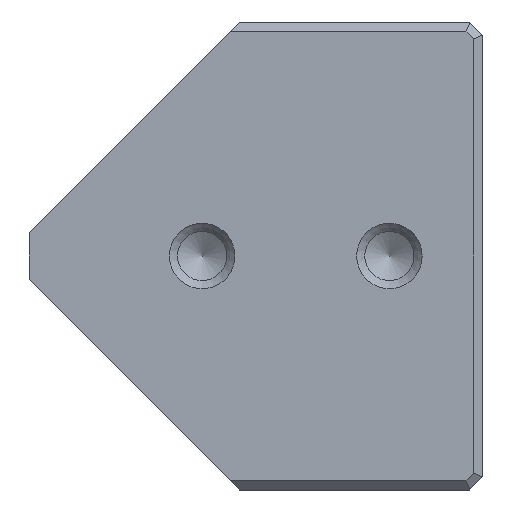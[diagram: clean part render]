
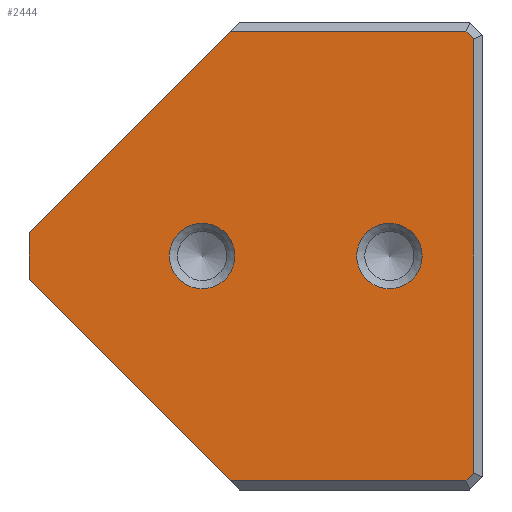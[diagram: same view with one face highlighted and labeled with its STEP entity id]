
A CAD part, left-side view. The second image highlights one B-rep face of the part: STEP entity #2444.
In plain terms, the highlighted planar face has unit normal (-1, 0, 0).
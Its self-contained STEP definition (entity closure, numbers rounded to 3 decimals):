
#2444=ADVANCED_FACE('',(#3292,#3293,#3294),#2800,.T.);
#2800=PLANE('',#8346);
#3031=CIRCLE('',#8344,3.5);
#3032=CIRCLE('',#8345,3.5);
#3292=FACE_BOUND('',#3449,.T.);
#3293=FACE_BOUND('',#3450,.T.);
#3294=FACE_BOUND('',#3451,.T.);
#3449=EDGE_LOOP('',(#4106));
#3450=EDGE_LOOP('',(#4107));
#3451=EDGE_LOOP('',(#4108,#4109,#4110,#4111,#4112,#4113,#4114,#4115));
#4106=ORIENTED_EDGE('',*,*,#6440,.T.);
#4107=ORIENTED_EDGE('',*,*,#6441,.T.);
#4108=ORIENTED_EDGE('',*,*,#6442,.T.);
#4109=ORIENTED_EDGE('',*,*,#6443,.T.);
#4110=ORIENTED_EDGE('',*,*,#6444,.T.);
#4111=ORIENTED_EDGE('',*,*,#6445,.F.);
#4112=ORIENTED_EDGE('',*,*,#6446,.T.);
#4113=ORIENTED_EDGE('',*,*,#6447,.T.);
#4114=ORIENTED_EDGE('',*,*,#6448,.T.);
#4115=ORIENTED_EDGE('',*,*,#6449,.T.);
#5842=VERTEX_POINT('',#10655);
#5843=VERTEX_POINT('',#10657);
#5844=VERTEX_POINT('',#10659);
#5845=VERTEX_POINT('',#10660);
#5846=VERTEX_POINT('',#10662);
#5847=VERTEX_POINT('',#10664);
#5848=VERTEX_POINT('',#10666);
#5849=VERTEX_POINT('',#10668);
#5850=VERTEX_POINT('',#10670);
#5851=VERTEX_POINT('',#10672);
#6440=EDGE_CURVE('',#5842,#5842,#3031,.T.);
#6441=EDGE_CURVE('',#5843,#5843,#3032,.T.);
#6442=EDGE_CURVE('',#5844,#5845,#7225,.T.);
#6443=EDGE_CURVE('',#5845,#5846,#7226,.T.);
#6444=EDGE_CURVE('',#5846,#5847,#7227,.T.);
#6445=EDGE_CURVE('',#5848,#5847,#7228,.T.);
#6446=EDGE_CURVE('',#5848,#5849,#7229,.T.);
#6447=EDGE_CURVE('',#5849,#5850,#7230,.T.);
#6448=EDGE_CURVE('',#5850,#5851,#7231,.T.);
#6449=EDGE_CURVE('',#5851,#5844,#7232,.T.);
#7225=LINE('',#10658,#7859);
#7226=LINE('',#10661,#7860);
#7227=LINE('',#10663,#7861);
#7228=LINE('',#10665,#7862);
#7229=LINE('',#10667,#7863);
#7230=LINE('',#10669,#7864);
#7231=LINE('',#10671,#7865);
#7232=LINE('',#10673,#7866);
#7859=VECTOR('',#8838,1.);
#7860=VECTOR('',#8839,1.);
#7861=VECTOR('',#8840,1.);
#7862=VECTOR('',#8841,1.);
#7863=VECTOR('',#8842,1.);
#7864=VECTOR('',#8843,1.);
#7865=VECTOR('',#8844,1.);
#7866=VECTOR('',#8845,1.);
#8344=AXIS2_PLACEMENT_3D('',#10654,#8834,#8835);
#8345=AXIS2_PLACEMENT_3D('',#10656,#8836,#8837);
#8346=AXIS2_PLACEMENT_3D('',#10674,#8846,#8847);
#8834=DIRECTION('',(1.,0.,0.));
#8835=DIRECTION('',(0.,0.,1.));
#8836=DIRECTION('',(1.,0.,0.));
#8837=DIRECTION('',(0.,0.,1.));
#8838=DIRECTION('',(0.,0.707,0.707));
#8839=DIRECTION('',(0.,1.,0.));
#8840=DIRECTION('',(0.,0.707,-0.707));
#8841=DIRECTION('',(0.,0.,1.));
#8842=DIRECTION('',(0.,-0.707,-0.707));
#8843=DIRECTION('',(0.,-1.,0.));
#8844=DIRECTION('',(0.,-0.707,0.707));
#8845=DIRECTION('',(0.,0.,1.));
#8846=DIRECTION('',(-1.,0.,0.));
#8847=DIRECTION('',(0.,0.,-1.));
#10654=CARTESIAN_POINT('',(0.,30.,25.));
#10655=CARTESIAN_POINT('',(0.,30.,28.5));
#10656=CARTESIAN_POINT('',(0.,10.,25.));
#10657=CARTESIAN_POINT('',(0.,10.,28.5));
#10658=CARTESIAN_POINT('',(0.,-11.468,35.718));
#10659=CARTESIAN_POINT('',(0.,1.,48.186));
#10660=CARTESIAN_POINT('',(0.,1.814,49.));
#10661=CARTESIAN_POINT('',(0.,24.25,49.));
#10662=CARTESIAN_POINT('',(0.,27.,49.));
#10663=CARTESIAN_POINT('',(0.,50.125,25.875));
#10664=CARTESIAN_POINT('',(0.,48.5,27.5));
#10665=CARTESIAN_POINT('',(0.,48.5,0.));
#10666=CARTESIAN_POINT('',(0.,48.5,22.5));
#10667=CARTESIAN_POINT('',(0.,25.125,-0.875));
#10668=CARTESIAN_POINT('',(0.,27.,1.));
#10669=CARTESIAN_POINT('',(0.,24.25,1.));
#10670=CARTESIAN_POINT('',(0.,1.814,1.));
#10671=CARTESIAN_POINT('',(0.,13.532,-10.718));
#10672=CARTESIAN_POINT('',(0.,1.,1.814));
#10673=CARTESIAN_POINT('',(0.,1.,0.));
#10674=CARTESIAN_POINT('',(0.,24.25,0.));
